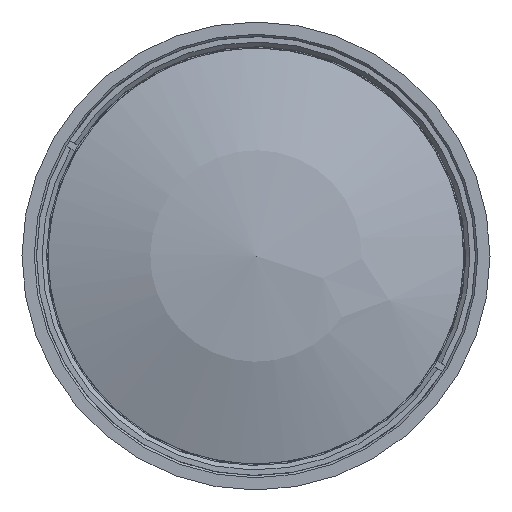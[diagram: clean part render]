
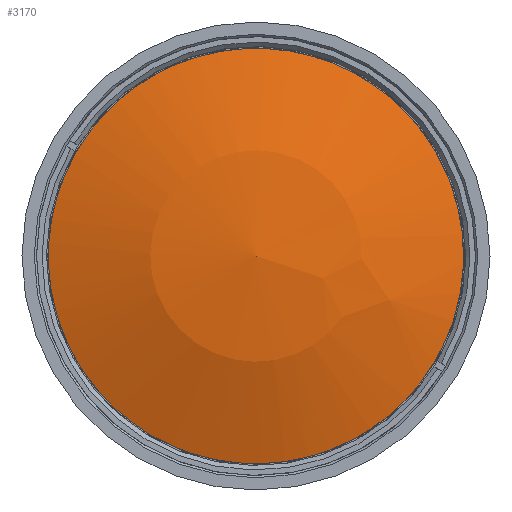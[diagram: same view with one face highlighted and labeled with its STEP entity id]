
A CAD part, left-side view. The second image highlights one B-rep face of the part: STEP entity #3170.
In plain terms, the highlighted spherical face has radius 124.923 mm.
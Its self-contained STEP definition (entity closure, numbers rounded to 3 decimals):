
#69 = AXIS2_PLACEMENT_3D ( 'NONE', #1973, #3474, #110 ) ;
#110 = DIRECTION ( 'NONE',  ( 0., -0.745, 0.667 ) ) ;
#320 = AXIS2_PLACEMENT_3D ( 'NONE', #3556, #4663, #1980 ) ;
#473 = SPHERICAL_SURFACE ( 'NONE', #69, 124.923 ) ;
#616 = CIRCLE ( 'NONE', #320, 46.592 ) ;
#1304 = ORIENTED_EDGE ( 'NONE', *, *, #3850, .T. ) ;
#1690 = CARTESIAN_POINT ( 'NONE',  ( -123.489, 0., 46.592 ) ) ;
#1837 = EDGE_LOOP ( 'NONE', ( #1304 ) ) ;
#1973 = CARTESIAN_POINT ( 'NONE',  ( -7.579, 0., 0. ) ) ;
#1980 = DIRECTION ( 'NONE',  ( 0., 0., 1. ) ) ;
#2481 = VERTEX_POINT ( 'NONE', #1690 ) ;
#3170 = ADVANCED_FACE ( 'NONE', ( #4204 ), #473, .T. ) ;
#3474 = DIRECTION ( 'NONE',  ( -1., 0., 0. ) ) ;
#3556 = CARTESIAN_POINT ( 'NONE',  ( -123.489, 0., 0. ) ) ;
#3850 = EDGE_CURVE ( 'NONE', #2481, #2481, #616, .T. ) ;
#4204 = FACE_OUTER_BOUND ( 'NONE', #1837, .T. ) ;
#4663 = DIRECTION ( 'NONE',  ( -1., 0., 0. ) ) ;
